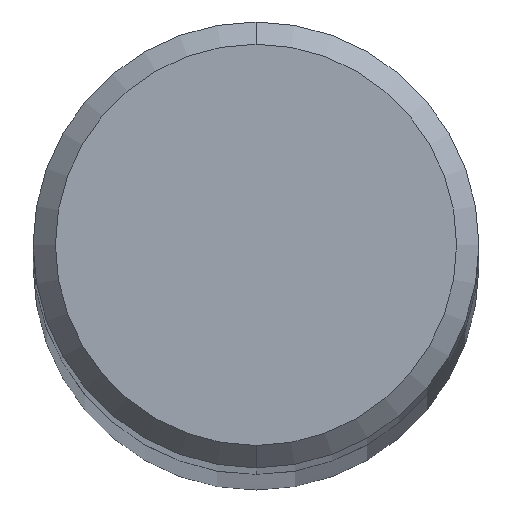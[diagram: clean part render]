
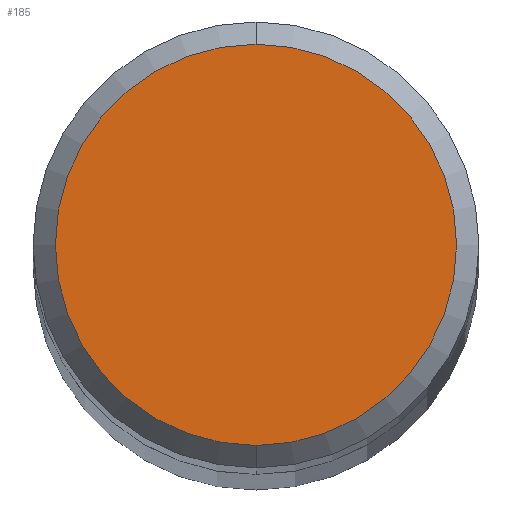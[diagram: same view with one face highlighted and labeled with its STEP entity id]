
A CAD part, top view. The second image highlights one B-rep face of the part: STEP entity #185.
In plain terms, the highlighted planar face has unit normal (0, 0, 1).
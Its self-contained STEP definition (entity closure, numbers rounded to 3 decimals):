
#185=ADVANCED_FACE('',(#464),#465,.T.);
#287=VERTEX_POINT('',#575);
#295=VERTEX_POINT('',#586);
#347=EDGE_CURVE('',#287,#295,#643,.T.);
#351=EDGE_CURVE('',#295,#287,#647,.T.);
#464=FACE_OUTER_BOUND('',#768,.T.);
#465=PLANE('',#769);
#575=CARTESIAN_POINT('',(0.0,3.6,0.0));
#586=CARTESIAN_POINT('',(0.,-3.6,0.0));
#643=CIRCLE('',#1150,3.6);
#647=CIRCLE('',#1156,3.6);
#768=EDGE_LOOP('',(#1373,#1374));
#769=AXIS2_PLACEMENT_3D('',#1375,#1376,#1377);
#1150=AXIS2_PLACEMENT_3D('',#1577,#1578,#1579);
#1156=AXIS2_PLACEMENT_3D('',#1583,#1584,#1585);
#1373=ORIENTED_EDGE('',*,*,#347,.F.);
#1374=ORIENTED_EDGE('',*,*,#351,.F.);
#1375=CARTESIAN_POINT('',(0.0,1.8,0.0));
#1376=DIRECTION('',(-0.0,0.0,1.0));
#1377=DIRECTION('',(0.0,-1.0,0.0));
#1577=CARTESIAN_POINT('',(0.0,0.0,0.0));
#1578=DIRECTION('',(0.0,0.0,-1.0));
#1579=DIRECTION('',(0.0,1.0,0.0));
#1583=CARTESIAN_POINT('',(0.0,0.0,0.0));
#1584=DIRECTION('',(0.0,0.0,-1.0));
#1585=DIRECTION('',(0.0,1.0,0.0));
